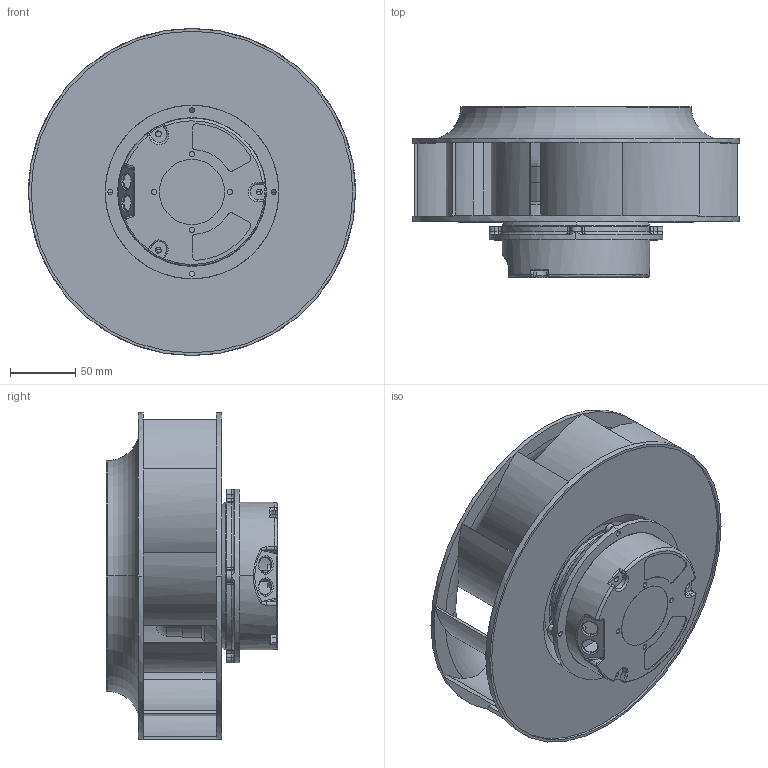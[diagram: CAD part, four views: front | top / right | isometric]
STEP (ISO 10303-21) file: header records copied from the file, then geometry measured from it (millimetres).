
FILE_DESCRIPTION((''),'2;1');
FILE_NAME('EC280_ASM','2017-03-23T',('Administrator'),(''),'PRO/ENGINEER BY PARAMETRIC TECHNOLOGY CORPORATION, 2010280','PRO/ENGINEER BY PARAMETRIC TECHNOLOGY CORPORATION, 2010280','');
FILE_SCHEMA(('CONFIG_CONTROL_DESIGN'));
Length unit declared in the file: millimetre
Products named in the file (7): DIZUO-2_1; DIGAI_1_2; TIEKE-2_1; ASM0005_ASM_1_ASM_ASM; 22599-92_ASM_ASM; PRT0014; EC280_ASM
Assembly tree (6 placements, depth 4):
  EC280_ASM
    22599-92_ASM_ASM
      ASM0005_ASM_1_ASM_ASM
        DIZUO-2_1
        DIGAI_1_2
        TIEKE-2_1
    PRT0014
Bounding box: 250.5 x 131 x 250.5 mm (x, y, z)
Volume: 505699.4 mm3; surface area: 415497.8 mm2
Topology: 4 solids, 4 shells, 606 faces, 1665 edges, 1084 vertices
Faces by surface type: cylinder 247, plane 222, torus 61, bspline 41, cone 30, sphere 5
Entity records: 21455 total; most frequent: CARTESIAN_POINT 5313, DIRECTION 3607, ORIENTED_EDGE 3320, EDGE_CURVE 1660, AXIS2_PLACEMENT_3D 1477, VERTEX_POINT 1084, CIRCLE 895, EDGE_LOOP 684
